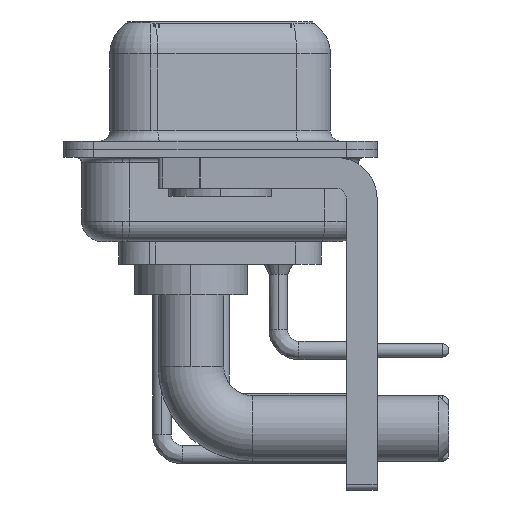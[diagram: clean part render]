
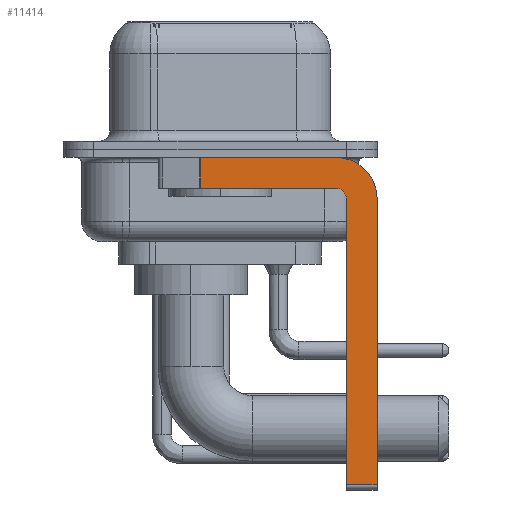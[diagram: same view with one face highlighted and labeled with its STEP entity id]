
A CAD part, left-side view. The second image highlights one B-rep face of the part: STEP entity #11414.
In plain terms, the highlighted planar face has unit normal (-1, 0, 0).
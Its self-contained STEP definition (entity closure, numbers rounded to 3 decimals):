
#271 = DIRECTION ( 'NONE',  ( 0., 0., -1. ) ) ;
#870 = EDGE_CURVE ( 'NONE', #3507, #18205, #16730, .T. ) ;
#1333 = VECTOR ( 'NONE', #4015, 1000. ) ;
#1403 = EDGE_CURVE ( 'NONE', #23478, #7497, #21161, .T. ) ;
#1949 = VERTEX_POINT ( 'NONE', #22014 ) ;
#2351 = CARTESIAN_POINT ( 'NONE',  ( -2.9, 0.978, -1.9 ) ) ;
#3311 = ORIENTED_EDGE ( 'NONE', *, *, #8072, .F. ) ;
#3507 = VERTEX_POINT ( 'NONE', #10097 ) ;
#3849 = VECTOR ( 'NONE', #21271, 1000. ) ;
#4015 = DIRECTION ( 'NONE',  ( 0., 0., -1. ) ) ;
#4287 = DIRECTION ( 'NONE',  ( 0., 0., -1. ) ) ;
#4333 = CARTESIAN_POINT ( 'NONE',  ( -2.9, -5.65, -16.35 ) ) ;
#4527 = VERTEX_POINT ( 'NONE', #29457 ) ;
#4666 = EDGE_CURVE ( 'NONE', #21852, #1949, #16059, .T. ) ;
#4874 = VECTOR ( 'NONE', #18641, 1000. ) ;
#5350 = DIRECTION ( 'NONE',  ( 0., 0., -1. ) ) ;
#7497 = VERTEX_POINT ( 'NONE', #16477 ) ;
#8072 = EDGE_CURVE ( 'NONE', #18205, #1949, #14293, .T. ) ;
#8541 = EDGE_CURVE ( 'NONE', #21852, #23478, #11978, .T. ) ;
#9062 = ORIENTED_EDGE ( 'NONE', *, *, #870, .F. ) ;
#9947 = VECTOR ( 'NONE', #21463, 1000. ) ;
#10097 = CARTESIAN_POINT ( 'NONE',  ( -2.9, -6.15, -2.4 ) ) ;
#10204 = EDGE_LOOP ( 'NONE', ( #25914, #19483, #3311, #9062, #19897, #11528, #16370, #28702 ) ) ;
#10934 = AXIS2_PLACEMENT_3D ( 'NONE', #16627, #13063, #5350 ) ;
#11414 = ADVANCED_FACE ( 'NONE', ( #12281 ), #23324, .F. ) ;
#11528 = ORIENTED_EDGE ( 'NONE', *, *, #12648, .T. ) ;
#11978 = LINE ( 'NONE', #23100, #3849 ) ;
#12281 = FACE_OUTER_BOUND ( 'NONE', #10204, .T. ) ;
#12492 = CARTESIAN_POINT ( 'NONE',  ( -2.9, 0.978, -0.4 ) ) ;
#12648 = EDGE_CURVE ( 'NONE', #27877, #4527, #16664, .T. ) ;
#13063 = DIRECTION ( 'NONE',  ( 1., 0., 0. ) ) ;
#14293 = LINE ( 'NONE', #27853, #9947 ) ;
#14447 = CARTESIAN_POINT ( 'NONE',  ( -2.9, -7.65, -2.4 ) ) ;
#14742 = VECTOR ( 'NONE', #27915, 1000. ) ;
#15254 = LINE ( 'NONE', #14447, #19316 ) ;
#15277 = AXIS2_PLACEMENT_3D ( 'NONE', #20997, #23752, #21153 ) ;
#16059 = LINE ( 'NONE', #2351, #1333 ) ;
#16370 = ORIENTED_EDGE ( 'NONE', *, *, #27981, .F. ) ;
#16477 = CARTESIAN_POINT ( 'NONE',  ( -2.9, -7.65, -2.4 ) ) ;
#16627 = CARTESIAN_POINT ( 'NONE',  ( -2.9, -5.65, -2.4 ) ) ;
#16664 = LINE ( 'NONE', #4333, #4874 ) ;
#16730 = CIRCLE ( 'NONE', #15277, 0.5 ) ;
#18205 = VERTEX_POINT ( 'NONE', #21135 ) ;
#18641 = DIRECTION ( 'NONE',  ( 0., -1., 0. ) ) ;
#19316 = VECTOR ( 'NONE', #4287, 1000. ) ;
#19483 = ORIENTED_EDGE ( 'NONE', *, *, #4666, .T. ) ;
#19897 = ORIENTED_EDGE ( 'NONE', *, *, #24549, .F. ) ;
#20972 = CARTESIAN_POINT ( 'NONE',  ( -2.9, -5.65, -2.4 ) ) ;
#20997 = CARTESIAN_POINT ( 'NONE',  ( -2.9, -5.65, -2.4 ) ) ;
#21135 = CARTESIAN_POINT ( 'NONE',  ( -2.9, -5.65, -1.9 ) ) ;
#21153 = DIRECTION ( 'NONE',  ( 0., 0., 1. ) ) ;
#21161 = CIRCLE ( 'NONE', #10934, 2. ) ;
#21271 = DIRECTION ( 'NONE',  ( 0., -1., 0. ) ) ;
#21463 = DIRECTION ( 'NONE',  ( 0., 1., 0. ) ) ;
#21852 = VERTEX_POINT ( 'NONE', #12492 ) ;
#22014 = CARTESIAN_POINT ( 'NONE',  ( -2.9, 0.978, -1.9 ) ) ;
#23100 = CARTESIAN_POINT ( 'NONE',  ( -2.9, 3., -0.4 ) ) ;
#23324 = PLANE ( 'NONE',  #25740 ) ;
#23478 = VERTEX_POINT ( 'NONE', #29254 ) ;
#23752 = DIRECTION ( 'NONE',  ( -1., 0., 0. ) ) ;
#24549 = EDGE_CURVE ( 'NONE', #27877, #3507, #28517, .T. ) ;
#25740 = AXIS2_PLACEMENT_3D ( 'NONE', #20972, #27974, #271 ) ;
#25914 = ORIENTED_EDGE ( 'NONE', *, *, #8541, .F. ) ;
#26098 = CARTESIAN_POINT ( 'NONE',  ( -2.9, -6.15, -16.6 ) ) ;
#27853 = CARTESIAN_POINT ( 'NONE',  ( -2.9, -5.65, -1.9 ) ) ;
#27877 = VERTEX_POINT ( 'NONE', #29568 ) ;
#27915 = DIRECTION ( 'NONE',  ( 0., 0., 1. ) ) ;
#27974 = DIRECTION ( 'NONE',  ( 1., 0., 0. ) ) ;
#27981 = EDGE_CURVE ( 'NONE', #7497, #4527, #15254, .T. ) ;
#28517 = LINE ( 'NONE', #26098, #14742 ) ;
#28702 = ORIENTED_EDGE ( 'NONE', *, *, #1403, .F. ) ;
#29254 = CARTESIAN_POINT ( 'NONE',  ( -2.9, -5.65, -0.4 ) ) ;
#29457 = CARTESIAN_POINT ( 'NONE',  ( -2.9, -7.65, -16.35 ) ) ;
#29568 = CARTESIAN_POINT ( 'NONE',  ( -2.9, -6.15, -16.35 ) ) ;
